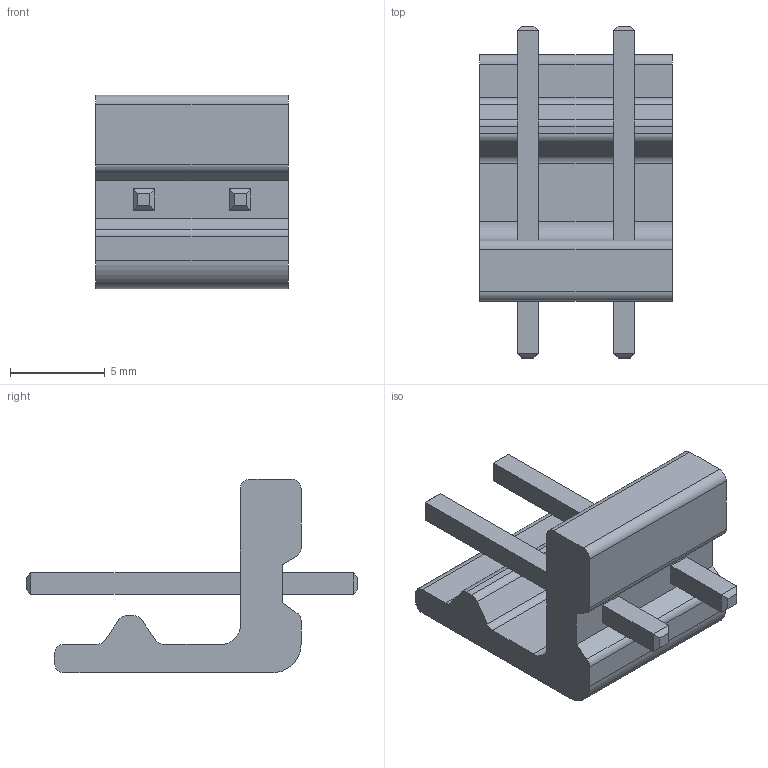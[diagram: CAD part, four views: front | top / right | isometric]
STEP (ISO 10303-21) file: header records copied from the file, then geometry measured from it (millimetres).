
FILE_DESCRIPTION (( 'STEP AP214' ), '1' );
FILE_NAME ('kls1-5_08P-2P-THT-Vertical.STEP', '2023-08-24T07:55:25', ( '' ), ( '' ), 'SwSTEP 2.0', 'SolidWorks 2022', '' );
FILE_SCHEMA (( 'AUTOMOTIVE_DESIGN' ));
Length unit declared in the file: millimetre
Products named in the file (1): kls1-5_08P-2P-THT-Vertical
Bounding box: 10.16 x 17.5 x 10.2 mm (x, y, z)
Volume: 518 mm3; surface area: 706.9 mm2
Topology: 1 solids, 1 shells, 64 faces, 158 edges, 100 vertices
Faces by surface type: plane 52, cylinder 12
Entity records: 2596 total; most frequent: CARTESIAN_POINT 323, ORIENTED_EDGE 316, DIRECTION 312, EDGE_CURVE 158, VECTOR 134, LINE 134, VERTEX_POINT 100, AXIS2_PLACEMENT_3D 89
